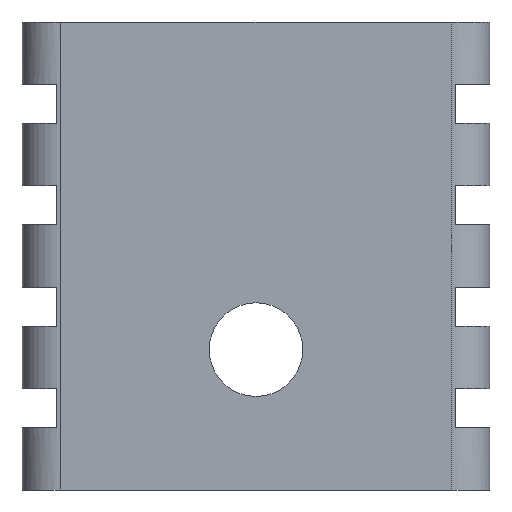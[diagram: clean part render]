
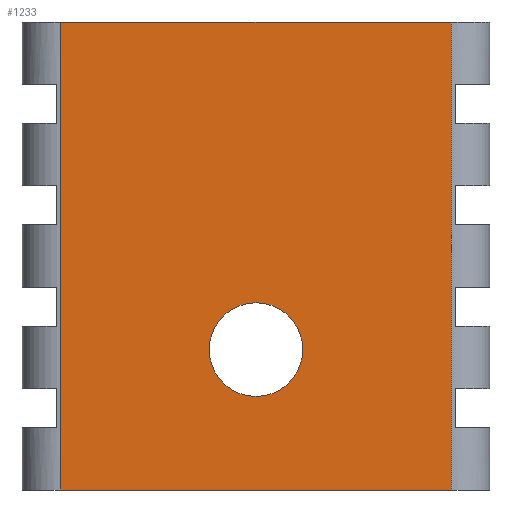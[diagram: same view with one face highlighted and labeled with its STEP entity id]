
A CAD part, front view. The second image highlights one B-rep face of the part: STEP entity #1233.
In plain terms, the highlighted planar face has unit normal (0, -1, 0).
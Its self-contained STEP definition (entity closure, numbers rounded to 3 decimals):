
#15=FACE_BOUND('',#162,.T.);
#42=CIRCLE('',#1323,1.905);
#98=FACE_OUTER_BOUND('',#161,.T.);
#161=EDGE_LOOP('',(#958,#959,#960,#961));
#162=EDGE_LOOP('',(#962));
#263=LINE('',#1893,#403);
#294=LINE('',#1966,#434);
#302=LINE('',#1987,#442);
#306=LINE('',#1996,#446);
#403=VECTOR('',#1507,19.05);
#434=VECTOR('',#1572,15.9);
#442=VECTOR('',#1590,15.9);
#446=VECTOR('',#1600,19.05);
#540=VERTEX_POINT('',#1890);
#541=VERTEX_POINT('',#1892);
#566=VERTEX_POINT('',#1965);
#574=VERTEX_POINT('',#1985);
#577=VERTEX_POINT('',#1997);
#678=EDGE_CURVE('',#541,#540,#263,.F.);
#716=EDGE_CURVE('',#541,#566,#294,.T.);
#727=EDGE_CURVE('',#574,#540,#302,.T.);
#732=EDGE_CURVE('',#574,#566,#306,.F.);
#733=EDGE_CURVE('',#577,#577,#42,.T.);
#958=ORIENTED_EDGE('',*,*,#727,.F.);
#959=ORIENTED_EDGE('',*,*,#732,.T.);
#960=ORIENTED_EDGE('',*,*,#716,.F.);
#961=ORIENTED_EDGE('',*,*,#678,.T.);
#962=ORIENTED_EDGE('',*,*,#733,.T.);
#1173=PLANE('',#1322);
#1233=ADVANCED_FACE('',(#98,#15),#1173,.T.);
#1322=AXIS2_PLACEMENT_3D('',#1995,#1598,#1599);
#1323=AXIS2_PLACEMENT_3D('',#1998,#1601,#1602);
#1507=DIRECTION('',(0.,0.,1.));
#1572=DIRECTION('',(1.,0.,0.));
#1590=DIRECTION('',(-1.,0.,0.));
#1598=DIRECTION('center_axis',(0.,-1.,0.));
#1599=DIRECTION('ref_axis',(0.,0.,-1.));
#1600=DIRECTION('',(0.,0.,-1.));
#1601=DIRECTION('center_axis',(0.,1.,0.));
#1602=DIRECTION('ref_axis',(-1.,0.,0.));
#1890=CARTESIAN_POINT('',(1.575,0.,-19.05));
#1892=CARTESIAN_POINT('',(1.575,0.,0.));
#1893=CARTESIAN_POINT('',(1.575,0.,-19.05));
#1965=CARTESIAN_POINT('',(17.475,0.,0.));
#1966=CARTESIAN_POINT('',(1.575,0.,0.));
#1985=CARTESIAN_POINT('',(17.475,0.,-19.05));
#1987=CARTESIAN_POINT('',(17.475,0.,-19.05));
#1995=CARTESIAN_POINT('Origin',(0.,0.,0.));
#1996=CARTESIAN_POINT('',(17.475,0.,0.));
#1997=CARTESIAN_POINT('',(7.62,0.,-13.335));
#1998=CARTESIAN_POINT('Origin',(9.525,0.,-13.335));
